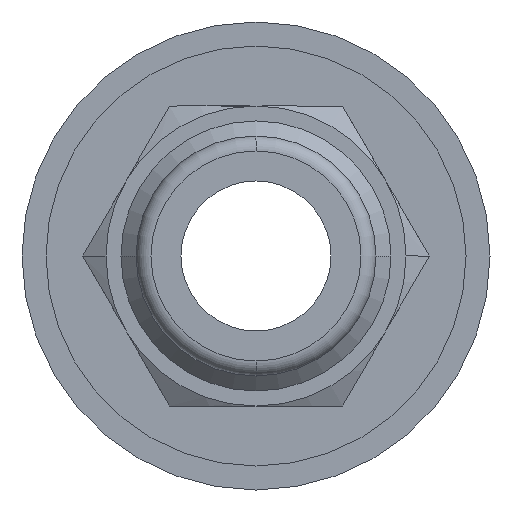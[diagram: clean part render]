
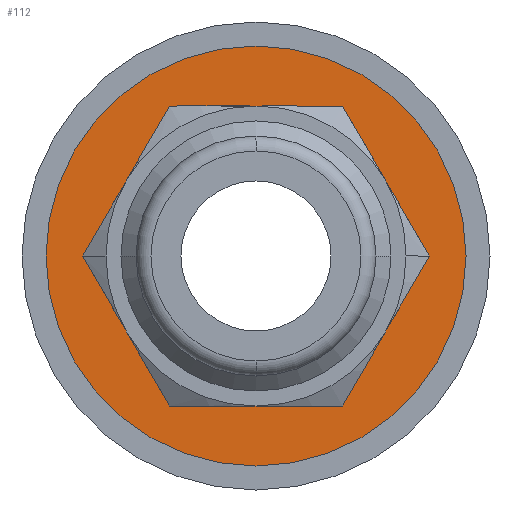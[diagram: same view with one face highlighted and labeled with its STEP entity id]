
A CAD part, front view. The second image highlights one B-rep face of the part: STEP entity #112.
In plain terms, the highlighted planar face has unit normal (0, -1, 0).
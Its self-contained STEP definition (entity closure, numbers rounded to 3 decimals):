
#112=ADVANCED_FACE('',(#272,#273),#274,.T.);
#272=FACE_OUTER_BOUND('',#481,.T.);
#273=FACE_BOUND('',#482,.T.);
#274=PLANE('',#483);
#481=EDGE_LOOP('',(#747,#748));
#482=EDGE_LOOP('',(#749,#750));
#483=AXIS2_PLACEMENT_3D('',#751,#752,#753);
#747=ORIENTED_EDGE('',*,*,#1233,.T.);
#748=ORIENTED_EDGE('',*,*,#1235,.T.);
#749=ORIENTED_EDGE('',*,*,#1236,.F.);
#750=ORIENTED_EDGE('',*,*,#1237,.F.);
#751=CARTESIAN_POINT('',(0.0,23.5,0.0));
#752=DIRECTION('',(0.0,-1.0,0.0));
#753=DIRECTION('',(-1.0,0.0,0.0));
#1233=EDGE_CURVE('',#1475,#1480,#1482,.T.);
#1235=EDGE_CURVE('',#1480,#1475,#1484,.T.);
#1236=EDGE_CURVE('',#1485,#1486,#1487,.T.);
#1237=EDGE_CURVE('',#1486,#1485,#1488,.T.);
#1475=VERTEX_POINT('',#1799);
#1480=VERTEX_POINT('',#1805);
#1482=CIRCLE('',#1808,7.0);
#1484=CIRCLE('',#1810,7.0);
#1485=VERTEX_POINT('',#1811);
#1486=VERTEX_POINT('',#1812);
#1487=CIRCLE('',#1813,4.5);
#1488=CIRCLE('',#1814,4.5);
#1799=CARTESIAN_POINT('',(7.0,23.5,0.0));
#1805=CARTESIAN_POINT('',(-7.0,23.5,0.));
#1808=AXIS2_PLACEMENT_3D('',#2351,#2352,#2353);
#1810=AXIS2_PLACEMENT_3D('',#2354,#2355,#2356);
#1811=CARTESIAN_POINT('',(-4.5,23.5,0.));
#1812=CARTESIAN_POINT('',(4.5,23.5,0.));
#1813=AXIS2_PLACEMENT_3D('',#2357,#2358,#2359);
#1814=AXIS2_PLACEMENT_3D('',#2360,#2361,#2362);
#2351=CARTESIAN_POINT('',(0.0,23.5,0.0));
#2352=DIRECTION('',(0.0,-1.0,0.0));
#2353=DIRECTION('',(1.0,0.0,0.0));
#2354=CARTESIAN_POINT('',(0.0,23.5,0.0));
#2355=DIRECTION('',(0.0,-1.0,0.0));
#2356=DIRECTION('',(1.0,0.0,0.0));
#2357=CARTESIAN_POINT('',(0.0,23.5,0.0));
#2358=DIRECTION('',(0.0,-1.0,0.0));
#2359=DIRECTION('',(1.0,0.0,0.0));
#2360=CARTESIAN_POINT('',(0.0,23.5,0.0));
#2361=DIRECTION('',(0.0,-1.0,0.0));
#2362=DIRECTION('',(1.0,0.0,0.0));
